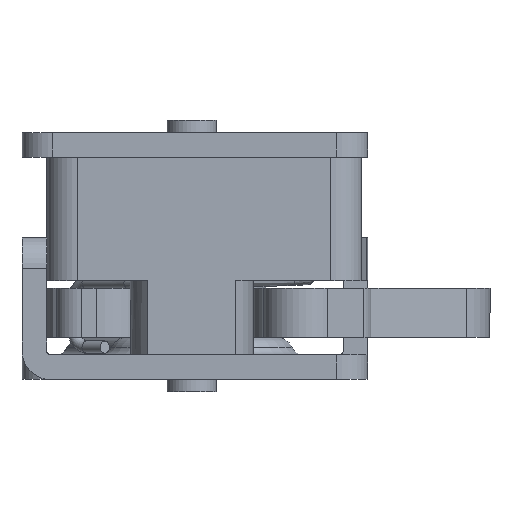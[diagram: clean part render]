
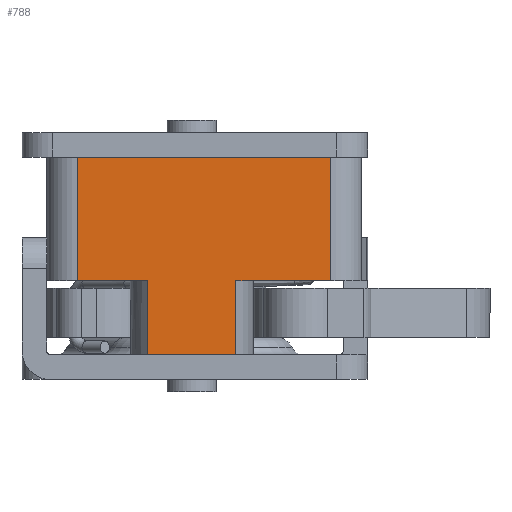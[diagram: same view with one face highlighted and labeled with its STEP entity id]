
A CAD part, left-side view. The second image highlights one B-rep face of the part: STEP entity #788.
In plain terms, the highlighted planar face has unit normal (-1, 0, 0).
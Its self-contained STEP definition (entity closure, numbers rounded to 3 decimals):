
#788=ADVANCED_FACE('',(#1421),#1422,.F.);
#1421=FACE_OUTER_BOUND('',#3392,.T.);
#1422=PLANE('',#3393);
#3392=EDGE_LOOP('',(#5341,#5342,#5343,#5344,#5345,#5346,#5347,#5348));
#3393=AXIS2_PLACEMENT_3D('',#5349,#5350,#5351);
#5341=ORIENTED_EDGE('',*,*,#7577,.T.);
#5342=ORIENTED_EDGE('',*,*,#7661,.T.);
#5343=ORIENTED_EDGE('',*,*,#7624,.F.);
#5344=ORIENTED_EDGE('',*,*,#7662,.F.);
#5345=ORIENTED_EDGE('',*,*,#7599,.T.);
#5346=ORIENTED_EDGE('',*,*,#7663,.T.);
#5347=ORIENTED_EDGE('',*,*,#7664,.T.);
#5348=ORIENTED_EDGE('',*,*,#7665,.F.);
#5349=CARTESIAN_POINT('',(-41.689,18.528,2.25));
#5350=DIRECTION('',(1.,0.,0.));
#5351=DIRECTION('',(0.,1.,0.));
#7577=EDGE_CURVE('',#8960,#8958,#8961,.T.);
#7599=EDGE_CURVE('',#9004,#9002,#9005,.T.);
#7624=EDGE_CURVE('',#9045,#9047,#9048,.T.);
#7661=EDGE_CURVE('',#8958,#9047,#9119,.T.);
#7662=EDGE_CURVE('',#9004,#9045,#9120,.T.);
#7663=EDGE_CURVE('',#9002,#9121,#9122,.T.);
#7664=EDGE_CURVE('',#9121,#9123,#9124,.T.);
#7665=EDGE_CURVE('',#8960,#9123,#9125,.T.);
#8958=VERTEX_POINT('',#11129);
#8960=VERTEX_POINT('',#11131);
#8961=LINE('',#11132,#11133);
#9002=VERTEX_POINT('',#11183);
#9004=VERTEX_POINT('',#11185);
#9005=LINE('',#11186,#11187);
#9045=VERTEX_POINT('',#11246);
#9047=VERTEX_POINT('',#11248);
#9048=LINE('',#11249,#11250);
#9119=LINE('',#11336,#11337);
#9120=LINE('',#11338,#11339);
#9121=VERTEX_POINT('',#11340);
#9122=LINE('',#11341,#11342);
#9123=VERTEX_POINT('',#11343);
#9124=LINE('',#11344,#11345);
#9125=LINE('',#11346,#11347);
#11129=CARTESIAN_POINT('',(-41.689,-1.972,2.25));
#11131=CARTESIAN_POINT('',(-41.689,5.707,2.25));
#11132=CARTESIAN_POINT('',(-41.689,18.528,2.25));
#11133=VECTOR('',#13323,1.0);
#11183=CARTESIAN_POINT('',(-41.689,12.848,2.25));
#11185=CARTESIAN_POINT('',(-41.689,18.528,2.25));
#11186=CARTESIAN_POINT('',(-41.689,18.528,2.25));
#11187=VECTOR('',#13369,1.0);
#11246=CARTESIAN_POINT('',(-41.689,18.528,12.25));
#11248=CARTESIAN_POINT('',(-41.689,-1.972,12.25));
#11249=CARTESIAN_POINT('',(-41.689,18.528,12.25));
#11250=VECTOR('',#13404,1.0);
#11336=CARTESIAN_POINT('',(-41.689,-1.972,2.25));
#11337=VECTOR('',#13483,1.0);
#11338=CARTESIAN_POINT('',(-41.689,18.528,2.25));
#11339=VECTOR('',#13484,1.0);
#11340=CARTESIAN_POINT('',(-41.689,12.848,-3.75));
#11341=CARTESIAN_POINT('',(-41.689,12.848,71.073));
#11342=VECTOR('',#13485,1.0);
#11343=CARTESIAN_POINT('',(-41.689,5.707,-3.75));
#11344=CARTESIAN_POINT('',(-41.689,12.848,-3.75));
#11345=VECTOR('',#13486,1.0);
#11346=CARTESIAN_POINT('',(-41.689,5.707,71.073));
#11347=VECTOR('',#13487,1.0);
#13323=DIRECTION('',(0.,-1.,0.));
#13369=DIRECTION('',(0.,-1.,0.));
#13404=DIRECTION('',(0.,-1.,0.));
#13483=DIRECTION('',(0.,0.,1.0));
#13484=DIRECTION('',(0.,0.,1.0));
#13485=DIRECTION('',(0.,0.,-1.0));
#13486=DIRECTION('',(0.,-1.,0.));
#13487=DIRECTION('',(0.,0.,-1.0));
